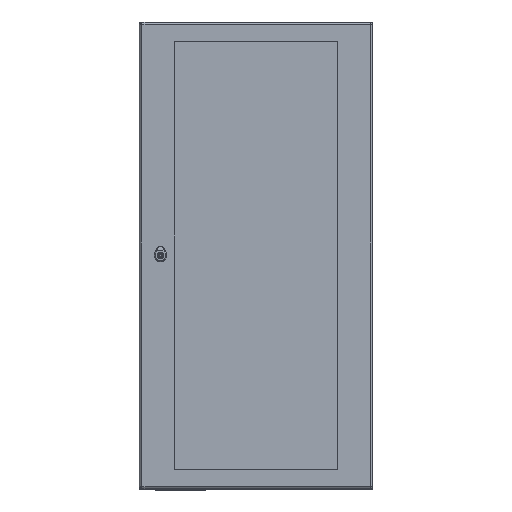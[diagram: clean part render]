
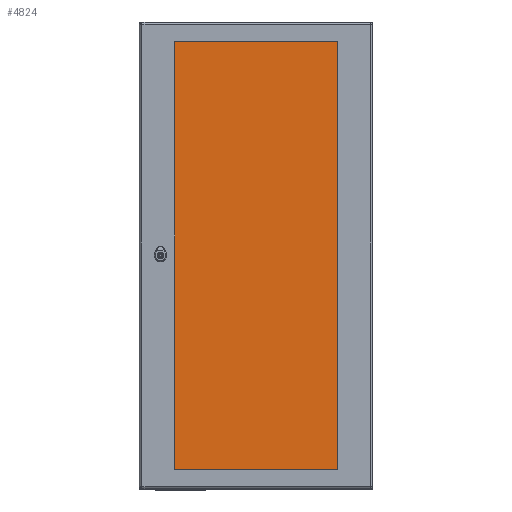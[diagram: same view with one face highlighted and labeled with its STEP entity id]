
A CAD part, top view. The second image highlights one B-rep face of the part: STEP entity #4824.
In plain terms, the highlighted face is planar.
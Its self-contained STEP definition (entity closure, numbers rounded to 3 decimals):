
#4824=ADVANCED_FACE('',(#5903),#5190,.F.);
#5190=PLANE('',#17848);
#5903=FACE_OUTER_BOUND('',#6940,.T.);
#6940=EDGE_LOOP('',(#10997,#10998,#10999,#11000));
#10997=ORIENTED_EDGE('',*,*,#14348,.F.);
#10998=ORIENTED_EDGE('',*,*,#14358,.F.);
#10999=ORIENTED_EDGE('',*,*,#14355,.F.);
#11000=ORIENTED_EDGE('',*,*,#14352,.F.);
#12322=VERTEX_POINT('',#31570);
#12323=VERTEX_POINT('',#31571);
#12326=VERTEX_POINT('',#31579);
#12328=VERTEX_POINT('',#31585);
#14348=EDGE_CURVE('',#12322,#12323,#15359,.T.);
#14352=EDGE_CURVE('',#12323,#12326,#15363,.T.);
#14355=EDGE_CURVE('',#12326,#12328,#15366,.T.);
#14358=EDGE_CURVE('',#12328,#12322,#15369,.T.);
#15359=LINE('',#31569,#16370);
#15363=LINE('',#31578,#16374);
#15366=LINE('',#31584,#16377);
#15369=LINE('',#31590,#16380);
#16370=VECTOR('',#21777,1.);
#16374=VECTOR('',#21783,1.);
#16377=VECTOR('',#21788,1.);
#16380=VECTOR('',#21793,1.);
#17848=AXIS2_PLACEMENT_3D('',#31594,#21799,#21800);
#21777=DIRECTION('',(0.,-1.,0.));
#21783=DIRECTION('',(1.,0.,0.));
#21788=DIRECTION('',(0.,1.,0.));
#21793=DIRECTION('',(-1.,0.,0.));
#21799=DIRECTION('',(0.,0.,1.));
#21800=DIRECTION('',(1.,0.,0.));
#31569=CARTESIAN_POINT('',(-240.2,564.2,0.));
#31570=CARTESIAN_POINT('',(-240.2,564.2,0.));
#31571=CARTESIAN_POINT('',(-240.2,-564.2,0.));
#31578=CARTESIAN_POINT('',(-240.2,-564.2,0.));
#31579=CARTESIAN_POINT('',(240.2,-564.2,0.));
#31584=CARTESIAN_POINT('',(240.2,-564.2,0.));
#31585=CARTESIAN_POINT('',(240.2,564.2,0.));
#31590=CARTESIAN_POINT('',(240.2,564.2,0.));
#31594=CARTESIAN_POINT('',(0.,0.,0.));
